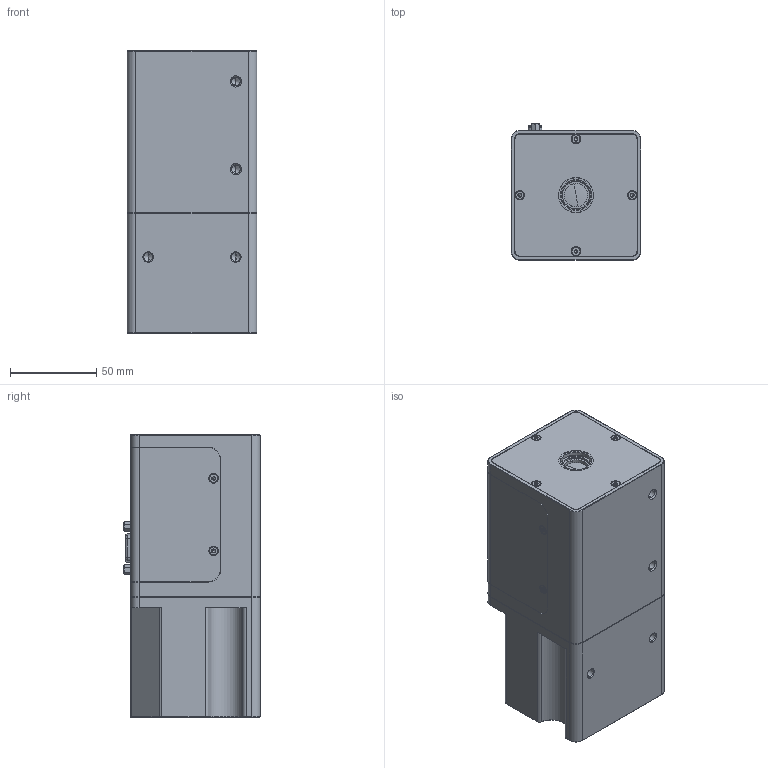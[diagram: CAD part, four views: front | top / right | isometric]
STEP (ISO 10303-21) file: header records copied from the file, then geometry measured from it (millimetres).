
FILE_DESCRIPTION (( 'STEP AP203' ), '1' );
FILE_NAME ('MTX-1x-5.5x-0343-0355-v.3.4.3.STEP', '2020-12-01T08:47:07', ( '' ), ( '' ), 'SwSTEP 2.0', 'SolidWorks 2020', '' );
FILE_SCHEMA (( 'CONFIG_CONTROL_DESIGN' ));
Length unit declared in the file: millimetre
Products named in the file (1): MTX-1x-5.5x-0343-0355-v.3.4.3
Bounding box: 75 x 79 x 163.52 mm (x, y, z)
Volume: 858601 mm3; surface area: 68084 mm2
Topology: 2 solids, 3 shells, 784 faces, 1969 edges, 1226 vertices
Faces by surface type: cylinder 405, plane 180, cone 167, torus 18, bspline 12, sphere 2
Entity records: 27743 total; most frequent: CARTESIAN_POINT 9332, ORIENTED_EDGE 3850, DIRECTION 3784, EDGE_CURVE 1925, AXIS2_PLACEMENT_3D 1470, VERTEX_POINT 1226, EDGE_LOOP 867, VECTOR 844
